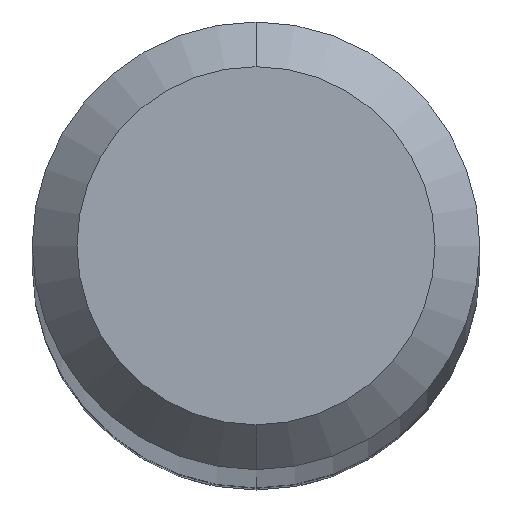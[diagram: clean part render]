
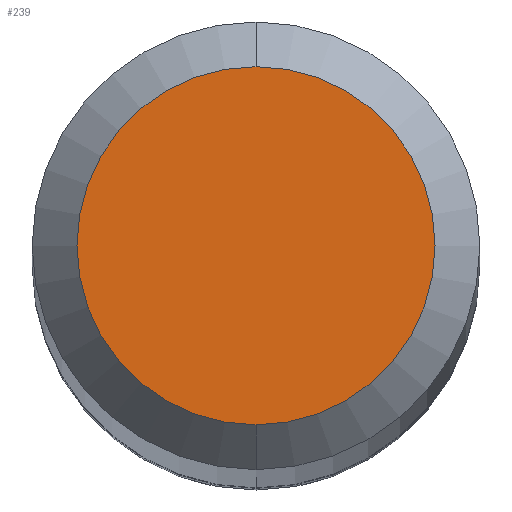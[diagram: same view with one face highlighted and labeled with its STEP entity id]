
A CAD part, top view. The second image highlights one B-rep face of the part: STEP entity #239.
In plain terms, the highlighted planar face has unit normal (0, 0, 1).
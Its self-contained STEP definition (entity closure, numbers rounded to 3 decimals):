
#239=ADVANCED_FACE('',(#551),#552,.T.);
#355=VERTEX_POINT('',#678);
#365=EDGE_CURVE('',#355,#451,#689,.T.);
#373=EDGE_CURVE('',#451,#355,#697,.T.);
#451=VERTEX_POINT('',#786);
#551=FACE_OUTER_BOUND('',#929,.T.);
#552=PLANE('',#930);
#678=CARTESIAN_POINT('',(0.0,1.2,0.0));
#689=CIRCLE('',#1227,1.2);
#697=CIRCLE('',#1245,1.2);
#786=CARTESIAN_POINT('',(0.,-1.2,0.0));
#929=EDGE_LOOP('',(#1526,#1527));
#930=AXIS2_PLACEMENT_3D('',#1528,#1529,#1530);
#1227=AXIS2_PLACEMENT_3D('',#1665,#1666,#1667);
#1245=AXIS2_PLACEMENT_3D('',#1672,#1673,#1674);
#1526=ORIENTED_EDGE('',*,*,#365,.F.);
#1527=ORIENTED_EDGE('',*,*,#373,.F.);
#1528=CARTESIAN_POINT('',(0.0,0.6,0.0));
#1529=DIRECTION('',(-0.0,0.0,1.0));
#1530=DIRECTION('',(0.0,-1.0,0.0));
#1665=CARTESIAN_POINT('',(0.0,0.0,0.0));
#1666=DIRECTION('',(0.0,0.0,-1.0));
#1667=DIRECTION('',(0.0,1.0,0.0));
#1672=CARTESIAN_POINT('',(0.0,0.0,0.0));
#1673=DIRECTION('',(0.0,0.0,-1.0));
#1674=DIRECTION('',(0.0,1.0,0.0));
